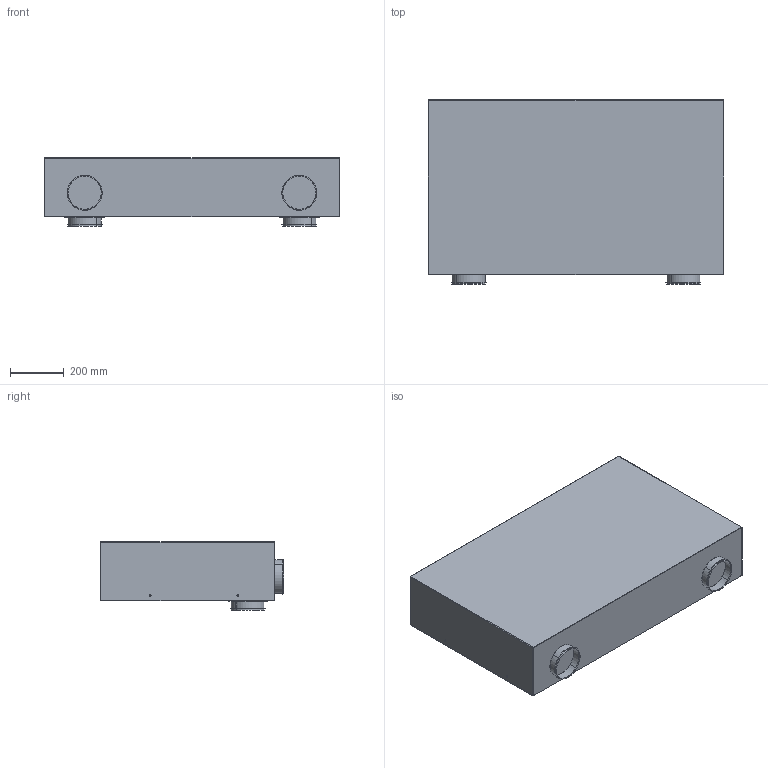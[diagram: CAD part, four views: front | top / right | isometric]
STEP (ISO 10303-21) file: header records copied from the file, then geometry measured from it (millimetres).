
FILE_DESCRIPTION(('Creo Elements/Direct Modeling STEP Export'),'2;1');
FILE_NAME('Trio-QD-AR.stp','2016-05-09T14:58:22',(''),(''),'PTC Creo Elements/Direct Modeling STEP processor for AP214 (Solid Model)','PTC Creo Elements/Direct Modeling 19.0C 15-Aug-2015 (C) Parametric Technology GmbH','');
FILE_SCHEMA(('AUTOMOTIVE_DESIGN { 1 0 10303 214 1 1 1 1 }'));
Length unit declared in the file: millimetre
Products named in the file (2): Trio-QD-AR
Assembly tree (1 placements, depth 2):
  Trio-QD-AR
    Trio-QD-AR
Bounding box: 1100 x 685 x 255 mm (x, y, z)
Surface area: 2544026.3 mm2 (no closed solid volume)
Topology: 0 solids, 53 shells, 684 faces, 1604 edges, 1066 vertices
Faces by surface type: plane 423, cylinder 261
Entity records: 18739 total; most frequent: ORIENTED_EDGE 3400, CARTESIAN_POINT 3096, DIRECTION 2952, EDGE_CURVE 1604, VERTEX_POINT 1066, VECTOR 1060, LINE 1060, AXIS2_PLACEMENT_3D 946
